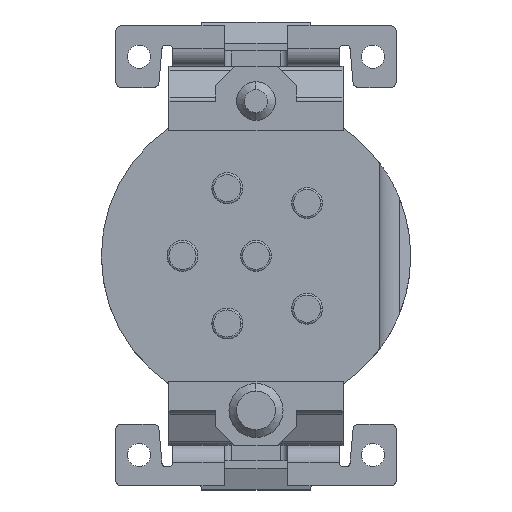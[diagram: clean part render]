
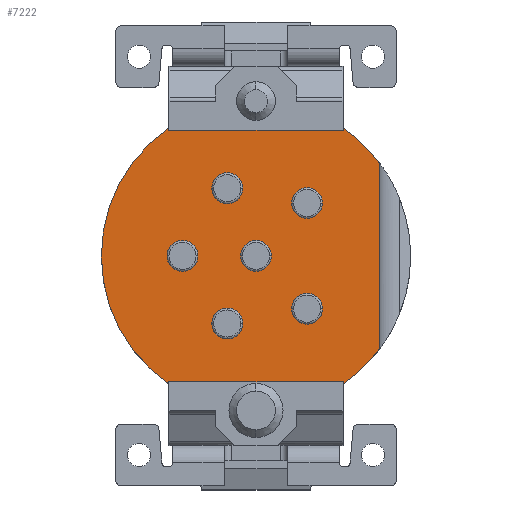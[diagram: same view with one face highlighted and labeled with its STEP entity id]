
A CAD part, top view. The second image highlights one B-rep face of the part: STEP entity #7222.
In plain terms, the highlighted planar face has unit normal (0, 0, 1).
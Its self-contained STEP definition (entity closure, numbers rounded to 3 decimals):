
#22=DIRECTION('',(0.,1.,0.));
#23=VECTOR('',#22,4.8);
#24=CARTESIAN_POINT('',(3.2,-2.4,-1.));
#25=LINE('',#24,#23);
#26=DIRECTION('',(0.,1.,0.));
#27=VECTOR('',#26,0.057);
#28=CARTESIAN_POINT('',(2.25,-3.307,-1.));
#29=LINE('',#28,#27);
#30=DIRECTION('',(-1.,0.,0.));
#31=VECTOR('',#30,4.5);
#32=CARTESIAN_POINT('',(2.25,-3.25,-1.));
#33=LINE('',#32,#31);
#34=DIRECTION('',(0.,1.,0.));
#35=VECTOR('',#34,0.057);
#36=CARTESIAN_POINT('',(-2.25,-3.307,-1.));
#37=LINE('',#36,#35);
#38=DIRECTION('',(0.,-1.,0.));
#39=VECTOR('',#38,0.057);
#40=CARTESIAN_POINT('',(-2.25,3.307,-1.));
#41=LINE('',#40,#39);
#42=DIRECTION('',(1.,0.,0.));
#43=VECTOR('',#42,4.5);
#44=CARTESIAN_POINT('',(-2.25,3.25,-1.));
#45=LINE('',#44,#43);
#46=DIRECTION('',(0.,-1.,0.));
#47=VECTOR('',#46,0.057);
#48=CARTESIAN_POINT('',(2.25,3.307,-1.));
#49=LINE('',#48,#47);
#50=CARTESIAN_POINT('',(1.32,1.367,-1.));
#51=DIRECTION('',(0.,0.,-1.));
#52=DIRECTION('',(1.,0.,0.));
#53=AXIS2_PLACEMENT_3D('',#50,#51,#52);
#55=CARTESIAN_POINT('',(1.32,1.367,-1.));
#56=DIRECTION('',(0.,0.,-1.));
#57=DIRECTION('',(-1.,0.,0.));
#58=AXIS2_PLACEMENT_3D('',#55,#56,#57);
#60=CARTESIAN_POINT('',(1.32,-1.367,-1.));
#61=DIRECTION('',(0.,0.,-1.));
#62=DIRECTION('',(1.,0.,0.));
#63=AXIS2_PLACEMENT_3D('',#60,#61,#62);
#65=CARTESIAN_POINT('',(1.32,-1.367,-1.));
#66=DIRECTION('',(0.,0.,-1.));
#67=DIRECTION('',(-1.,0.,0.));
#68=AXIS2_PLACEMENT_3D('',#65,#66,#67);
#70=CARTESIAN_POINT('',(-0.742,-1.749,-1.));
#71=DIRECTION('',(0.,0.,-1.));
#72=DIRECTION('',(1.,0.,0.));
#73=AXIS2_PLACEMENT_3D('',#70,#71,#72);
#75=CARTESIAN_POINT('',(-0.742,-1.749,-1.));
#76=DIRECTION('',(0.,0.,-1.));
#77=DIRECTION('',(-1.,0.,0.));
#78=AXIS2_PLACEMENT_3D('',#75,#76,#77);
#80=CARTESIAN_POINT('',(-1.9,0.,-1.));
#81=DIRECTION('',(0.,0.,-1.));
#82=DIRECTION('',(1.,0.,0.));
#83=AXIS2_PLACEMENT_3D('',#80,#81,#82);
#85=CARTESIAN_POINT('',(-1.9,0.,-1.));
#86=DIRECTION('',(0.,0.,-1.));
#87=DIRECTION('',(-1.,0.,0.));
#88=AXIS2_PLACEMENT_3D('',#85,#86,#87);
#90=CARTESIAN_POINT('',(-0.742,1.749,-1.));
#91=DIRECTION('',(0.,0.,-1.));
#92=DIRECTION('',(1.,0.,0.));
#93=AXIS2_PLACEMENT_3D('',#90,#91,#92);
#95=CARTESIAN_POINT('',(-0.742,1.749,-1.));
#96=DIRECTION('',(0.,0.,-1.));
#97=DIRECTION('',(-1.,0.,0.));
#98=AXIS2_PLACEMENT_3D('',#95,#96,#97);
#100=CARTESIAN_POINT('',(0.,0.,-1.));
#101=DIRECTION('',(0.,0.,-1.));
#102=DIRECTION('',(1.,0.,0.));
#103=AXIS2_PLACEMENT_3D('',#100,#101,#102);
#105=CARTESIAN_POINT('',(0.,0.,-1.));
#106=DIRECTION('',(0.,0.,-1.));
#107=DIRECTION('',(-1.,0.,0.));
#108=AXIS2_PLACEMENT_3D('',#105,#106,#107);
#167=CARTESIAN_POINT('',(0.,0.,-1.));
#168=DIRECTION('',(0.,0.,1.));
#169=DIRECTION('',(0.563,-0.827,0.));
#170=AXIS2_PLACEMENT_3D('',#167,#168,#169);
#214=CARTESIAN_POINT('',(0.,0.,-1.));
#215=DIRECTION('',(0.,0.,1.));
#216=DIRECTION('',(0.8,0.6,0.));
#217=AXIS2_PLACEMENT_3D('',#214,#215,#216);
#528=CARTESIAN_POINT('',(0.,0.,-1.));
#529=DIRECTION('',(0.,0.,-1.));
#530=DIRECTION('',(-0.563,-0.827,0.));
#531=AXIS2_PLACEMENT_3D('',#528,#529,#530);
#5682=CARTESIAN_POINT('',(2.25,-3.25,-1.));
#5683=CARTESIAN_POINT('',(-2.25,-3.25,-1.));
#5684=VERTEX_POINT('',#5682);
#5685=VERTEX_POINT('',#5683);
#5686=CARTESIAN_POINT('',(-2.25,3.25,-1.));
#5687=CARTESIAN_POINT('',(2.25,3.25,-1.));
#5688=VERTEX_POINT('',#5686);
#5689=VERTEX_POINT('',#5687);
#5690=CARTESIAN_POINT('',(-2.25,-3.307,-1.));
#5691=VERTEX_POINT('',#5690);
#5692=CARTESIAN_POINT('',(2.25,-3.307,-1.));
#5693=VERTEX_POINT('',#5692);
#5694=CARTESIAN_POINT('',(2.25,3.307,-1.));
#5695=VERTEX_POINT('',#5694);
#5696=CARTESIAN_POINT('',(-2.25,3.307,-1.));
#5697=VERTEX_POINT('',#5696);
#5714=CARTESIAN_POINT('',(3.2,-2.4,-1.));
#5715=CARTESIAN_POINT('',(3.2,2.4,-1.));
#5716=VERTEX_POINT('',#5714);
#5717=VERTEX_POINT('',#5715);
#7055=CARTESIAN_POINT('',(1.67,1.367,-1.));
#7056=CARTESIAN_POINT('',(0.97,1.367,-1.));
#7057=VERTEX_POINT('',#7055);
#7058=VERTEX_POINT('',#7056);
#7075=CARTESIAN_POINT('',(1.67,-1.367,-1.));
#7076=CARTESIAN_POINT('',(0.97,-1.367,-1.));
#7077=VERTEX_POINT('',#7075);
#7078=VERTEX_POINT('',#7076);
#7095=CARTESIAN_POINT('',(-0.392,-1.749,-1.));
#7096=CARTESIAN_POINT('',(-1.092,-1.749,-1.));
#7097=VERTEX_POINT('',#7095);
#7098=VERTEX_POINT('',#7096);
#7115=CARTESIAN_POINT('',(-1.55,0.,-1.));
#7116=CARTESIAN_POINT('',(-2.25,0.,-1.));
#7117=VERTEX_POINT('',#7115);
#7118=VERTEX_POINT('',#7116);
#7135=CARTESIAN_POINT('',(-0.392,1.749,-1.));
#7136=CARTESIAN_POINT('',(-1.092,1.749,-1.));
#7137=VERTEX_POINT('',#7135);
#7138=VERTEX_POINT('',#7136);
#7155=CARTESIAN_POINT('',(0.35,0.,-1.));
#7156=CARTESIAN_POINT('',(-0.35,0.,-1.));
#7157=VERTEX_POINT('',#7155);
#7158=VERTEX_POINT('',#7156);
#7159=CARTESIAN_POINT('',(0.,0.,-1.));
#7160=DIRECTION('',(0.,0.,1.));
#7161=DIRECTION('',(0.,1.,0.));
#7162=AXIS2_PLACEMENT_3D('',#7159,#7160,#7161);
#7163=PLANE('',#7162);
#7165=ORIENTED_EDGE('',*,*,#7164,.F.);
#7167=ORIENTED_EDGE('',*,*,#7166,.F.);
#7169=ORIENTED_EDGE('',*,*,#7168,.T.);
#7171=ORIENTED_EDGE('',*,*,#7170,.T.);
#7173=ORIENTED_EDGE('',*,*,#7172,.F.);
#7175=ORIENTED_EDGE('',*,*,#7174,.T.);
#7177=ORIENTED_EDGE('',*,*,#7176,.T.);
#7179=ORIENTED_EDGE('',*,*,#7178,.T.);
#7181=ORIENTED_EDGE('',*,*,#7180,.F.);
#7183=ORIENTED_EDGE('',*,*,#7182,.F.);
#7184=EDGE_LOOP('',(#7165,#7167,#7169,#7171,#7173,#7175,#7177,#7179,#7181,
#7183));
#7185=FACE_OUTER_BOUND('',#7184,.F.);
#7187=ORIENTED_EDGE('',*,*,#7186,.F.);
#7189=ORIENTED_EDGE('',*,*,#7188,.F.);
#7190=EDGE_LOOP('',(#7187,#7189));
#7191=FACE_BOUND('',#7190,.F.);
#7193=ORIENTED_EDGE('',*,*,#7192,.F.);
#7195=ORIENTED_EDGE('',*,*,#7194,.F.);
#7196=EDGE_LOOP('',(#7193,#7195));
#7197=FACE_BOUND('',#7196,.F.);
#7199=ORIENTED_EDGE('',*,*,#7198,.F.);
#7201=ORIENTED_EDGE('',*,*,#7200,.F.);
#7202=EDGE_LOOP('',(#7199,#7201));
#7203=FACE_BOUND('',#7202,.F.);
#7205=ORIENTED_EDGE('',*,*,#7204,.F.);
#7207=ORIENTED_EDGE('',*,*,#7206,.F.);
#7208=EDGE_LOOP('',(#7205,#7207));
#7209=FACE_BOUND('',#7208,.F.);
#7211=ORIENTED_EDGE('',*,*,#7210,.F.);
#7213=ORIENTED_EDGE('',*,*,#7212,.F.);
#7214=EDGE_LOOP('',(#7211,#7213));
#7215=FACE_BOUND('',#7214,.F.);
#7217=ORIENTED_EDGE('',*,*,#7216,.F.);
#7219=ORIENTED_EDGE('',*,*,#7218,.F.);
#7220=EDGE_LOOP('',(#7217,#7219));
#7221=FACE_BOUND('',#7220,.F.);
#54=CIRCLE('',#53,0.35);
#59=CIRCLE('',#58,0.35);
#64=CIRCLE('',#63,0.35);
#69=CIRCLE('',#68,0.35);
#74=CIRCLE('',#73,0.35);
#79=CIRCLE('',#78,0.35);
#84=CIRCLE('',#83,0.35);
#89=CIRCLE('',#88,0.35);
#94=CIRCLE('',#93,0.35);
#99=CIRCLE('',#98,0.35);
#104=CIRCLE('',#103,0.35);
#109=CIRCLE('',#108,0.35);
#171=CIRCLE('',#170,4.);
#218=CIRCLE('',#217,4.);
#532=CIRCLE('',#531,4.);
#7164=EDGE_CURVE('',#5716,#5717,#25,.T.);
#7166=EDGE_CURVE('',#5693,#5716,#171,.T.);
#7168=EDGE_CURVE('',#5693,#5684,#29,.T.);
#7170=EDGE_CURVE('',#5684,#5685,#33,.T.);
#7172=EDGE_CURVE('',#5691,#5685,#37,.T.);
#7174=EDGE_CURVE('',#5691,#5697,#532,.T.);
#7176=EDGE_CURVE('',#5697,#5688,#41,.T.);
#7178=EDGE_CURVE('',#5688,#5689,#45,.T.);
#7180=EDGE_CURVE('',#5695,#5689,#49,.T.);
#7182=EDGE_CURVE('',#5717,#5695,#218,.T.);
#7186=EDGE_CURVE('',#7057,#7058,#54,.T.);
#7188=EDGE_CURVE('',#7058,#7057,#59,.T.);
#7192=EDGE_CURVE('',#7077,#7078,#64,.T.);
#7194=EDGE_CURVE('',#7078,#7077,#69,.T.);
#7198=EDGE_CURVE('',#7097,#7098,#74,.T.);
#7200=EDGE_CURVE('',#7098,#7097,#79,.T.);
#7204=EDGE_CURVE('',#7117,#7118,#84,.T.);
#7206=EDGE_CURVE('',#7118,#7117,#89,.T.);
#7210=EDGE_CURVE('',#7137,#7138,#94,.T.);
#7212=EDGE_CURVE('',#7138,#7137,#99,.T.);
#7216=EDGE_CURVE('',#7157,#7158,#104,.T.);
#7218=EDGE_CURVE('',#7158,#7157,#109,.T.);
#7222=ADVANCED_FACE('',(#7185,#7191,#7197,#7203,#7209,#7215,#7221),#7163,.T.);
